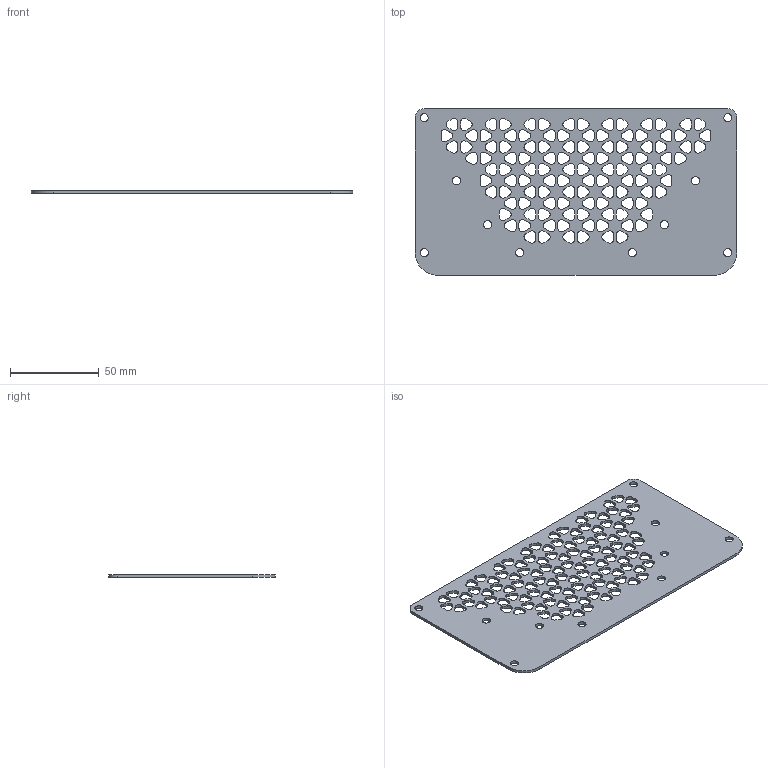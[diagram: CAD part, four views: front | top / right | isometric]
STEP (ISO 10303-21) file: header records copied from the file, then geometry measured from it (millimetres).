
FILE_DESCRIPTION(/* description */ (''),/* implementation_level */ '2;1');
FILE_NAME(/* name */ 'Mag Poly (pocketed).step',/* time_stamp */ '2024-06-27T21:12:10-05:00',/* author */ (''),/* organization */ (''),/* preprocessor_version */ 'ST-DEVELOPER v20',/* originating_system */ 'Autodesk Translation Framework v13.14.0.145',/* authorisation */ '');
FILE_SCHEMA (('AUTOMOTIVE_DESIGN { 1 0 10303 214 3 1 1 }'));
Length unit declared in the file: metre
Products named in the file (1): poket_Mag_Poly_New_v5
Bounding box: 181.61 x 93.98 x 1.59 mm (x, y, z)
Volume: 20479.2 mm3; surface area: 30772.4 mm2
Topology: 1 solids, 1 shells, 704 faces, 2106 edges, 1404 vertices
Faces by surface type: cylinder 356, plane 348
Full cylindrical faces by diameter (mm): 4.547 x2, 4.623 x8
Entity records: 24438 total; most frequent: DIRECTION 4228, CARTESIAN_POINT 4215, ORIENTED_EDGE 4212, EDGE_CURVE 2106, AXIS2_PLACEMENT_3D 1417, VERTEX_POINT 1404, LINE 1394, VECTOR 1394
